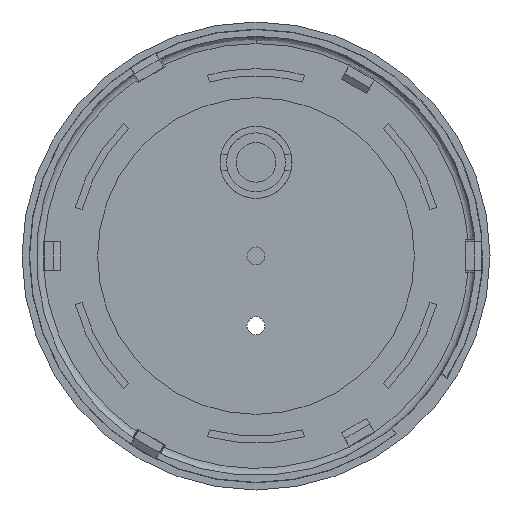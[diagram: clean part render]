
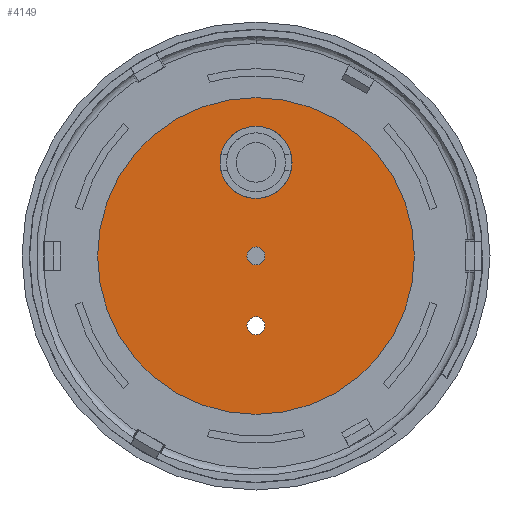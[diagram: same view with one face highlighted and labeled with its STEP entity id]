
A CAD part, front view. The second image highlights one B-rep face of the part: STEP entity #4149.
In plain terms, the highlighted planar face has unit normal (0, -1, 0).
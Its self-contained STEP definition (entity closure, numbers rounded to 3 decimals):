
#7 = DIRECTION ( 'NONE',  ( 0., 0., 1. ) ) ;
#68 = CARTESIAN_POINT ( 'NONE',  ( 0., -2.6, 0. ) ) ;
#137 = DIRECTION ( 'NONE',  ( 0., -1., 0. ) ) ;
#155 = CIRCLE ( 'NONE', #807, 1.25 ) ;
#249 = DIRECTION ( 'NONE',  ( 0., 0., 1. ) ) ;
#288 = CIRCLE ( 'NONE', #1003, 22. ) ;
#345 = EDGE_CURVE ( 'NONE', #2299, #4167, #2389, .T. ) ;
#348 = CIRCLE ( 'NONE', #3901, 1.25 ) ;
#357 = PLANE ( 'NONE',  #2168 ) ;
#386 = DIRECTION ( 'NONE',  ( 0., 1., 0. ) ) ;
#460 = EDGE_CURVE ( 'NONE', #2976, #847, #288, .T. ) ;
#539 = CARTESIAN_POINT ( 'NONE',  ( 0., -2.6, 8. ) ) ;
#563 = DIRECTION ( 'NONE',  ( 0., -1., 0. ) ) ;
#591 = EDGE_CURVE ( 'NONE', #4742, #2187, #4327, .T. ) ;
#662 = VERTEX_POINT ( 'NONE', #539 ) ;
#725 = CARTESIAN_POINT ( 'NONE',  ( 0., -2.6, -9.7 ) ) ;
#788 = CARTESIAN_POINT ( 'NONE',  ( 0., -2.6, 22. ) ) ;
#807 = AXIS2_PLACEMENT_3D ( 'NONE', #725, #4478, #2538 ) ;
#843 = AXIS2_PLACEMENT_3D ( 'NONE', #2984, #1145, #4117 ) ;
#847 = VERTEX_POINT ( 'NONE', #3638 ) ;
#932 = CARTESIAN_POINT ( 'NONE',  ( 0., -2.6, -10.95 ) ) ;
#1003 = AXIS2_PLACEMENT_3D ( 'NONE', #68, #4582, #2345 ) ;
#1011 = EDGE_CURVE ( 'NONE', #1956, #662, #2142, .T. ) ;
#1145 = DIRECTION ( 'NONE',  ( 0., -1., 0. ) ) ;
#1345 = AXIS2_PLACEMENT_3D ( 'NONE', #2372, #137, #3127 ) ;
#1450 = CARTESIAN_POINT ( 'NONE',  ( 0., -2.6, 0. ) ) ;
#1562 = ORIENTED_EDGE ( 'NONE', *, *, #345, .F. ) ;
#1599 = ORIENTED_EDGE ( 'NONE', *, *, #591, .F. ) ;
#1683 = EDGE_LOOP ( 'NONE', ( #2087, #1599 ) ) ;
#1800 = AXIS2_PLACEMENT_3D ( 'NONE', #4718, #2120, #249 ) ;
#1829 = DIRECTION ( 'NONE',  ( 0., 1., 0. ) ) ;
#1924 = FACE_BOUND ( 'NONE', #2567, .T. ) ;
#1956 = VERTEX_POINT ( 'NONE', #3082 ) ;
#2075 = AXIS2_PLACEMENT_3D ( 'NONE', #2642, #386, #7 ) ;
#2087 = ORIENTED_EDGE ( 'NONE', *, *, #4847, .F. ) ;
#2120 = DIRECTION ( 'NONE',  ( 0., -1., 0. ) ) ;
#2142 = CIRCLE ( 'NONE', #2468, 5. ) ;
#2168 = AXIS2_PLACEMENT_3D ( 'NONE', #4461, #1829, #3758 ) ;
#2187 = VERTEX_POINT ( 'NONE', #932 ) ;
#2219 = DIRECTION ( 'NONE',  ( 0., -1., 0. ) ) ;
#2225 = CARTESIAN_POINT ( 'NONE',  ( 0., -2.6, 1.25 ) ) ;
#2299 = VERTEX_POINT ( 'NONE', #2592 ) ;
#2345 = DIRECTION ( 'NONE',  ( 0., 0., 1. ) ) ;
#2372 = CARTESIAN_POINT ( 'NONE',  ( 0., -2.6, -9.7 ) ) ;
#2389 = CIRCLE ( 'NONE', #843, 1.25 ) ;
#2431 = EDGE_LOOP ( 'NONE', ( #4547, #3122 ) ) ;
#2468 = AXIS2_PLACEMENT_3D ( 'NONE', #2994, #563, #4320 ) ;
#2538 = DIRECTION ( 'NONE',  ( 0., 0., -1. ) ) ;
#2567 = EDGE_LOOP ( 'NONE', ( #4639, #2953 ) ) ;
#2592 = CARTESIAN_POINT ( 'NONE',  ( 0., -2.6, -1.25 ) ) ;
#2642 = CARTESIAN_POINT ( 'NONE',  ( 0., -2.6, 0. ) ) ;
#2719 = EDGE_CURVE ( 'NONE', #662, #1956, #4675, .T. ) ;
#2953 = ORIENTED_EDGE ( 'NONE', *, *, #2719, .F. ) ;
#2976 = VERTEX_POINT ( 'NONE', #788 ) ;
#2984 = CARTESIAN_POINT ( 'NONE',  ( 0., -2.6, 0. ) ) ;
#2994 = CARTESIAN_POINT ( 'NONE',  ( 0., -2.6, 13. ) ) ;
#3082 = CARTESIAN_POINT ( 'NONE',  ( 0., -2.6, 18. ) ) ;
#3122 = ORIENTED_EDGE ( 'NONE', *, *, #4142, .F. ) ;
#3127 = DIRECTION ( 'NONE',  ( 0., 0., -1. ) ) ;
#3149 = EDGE_LOOP ( 'NONE', ( #3865, #1562 ) ) ;
#3247 = EDGE_CURVE ( 'NONE', #4167, #2299, #348, .T. ) ;
#3380 = FACE_OUTER_BOUND ( 'NONE', #2431, .T. ) ;
#3500 = CIRCLE ( 'NONE', #2075, 22. ) ;
#3638 = CARTESIAN_POINT ( 'NONE',  ( 0., -2.6, -22. ) ) ;
#3693 = DIRECTION ( 'NONE',  ( 0., 0., 1. ) ) ;
#3758 = DIRECTION ( 'NONE',  ( 0., 0., 1. ) ) ;
#3865 = ORIENTED_EDGE ( 'NONE', *, *, #3247, .F. ) ;
#3901 = AXIS2_PLACEMENT_3D ( 'NONE', #1450, #2219, #3693 ) ;
#4005 = CARTESIAN_POINT ( 'NONE',  ( 0., -2.6, -8.45 ) ) ;
#4117 = DIRECTION ( 'NONE',  ( 0., 0., 1. ) ) ;
#4142 = EDGE_CURVE ( 'NONE', #847, #2976, #3500, .T. ) ;
#4149 = ADVANCED_FACE ( 'NONE', ( #4389, #3380, #1924, #4270 ), #357, .F. ) ;
#4167 = VERTEX_POINT ( 'NONE', #2225 ) ;
#4270 = FACE_BOUND ( 'NONE', #3149, .T. ) ;
#4320 = DIRECTION ( 'NONE',  ( 0., 0., 1. ) ) ;
#4327 = CIRCLE ( 'NONE', #1345, 1.25 ) ;
#4389 = FACE_BOUND ( 'NONE', #1683, .T. ) ;
#4461 = CARTESIAN_POINT ( 'NONE',  ( 0., -2.6, 0. ) ) ;
#4478 = DIRECTION ( 'NONE',  ( 0., -1., 0. ) ) ;
#4547 = ORIENTED_EDGE ( 'NONE', *, *, #460, .F. ) ;
#4582 = DIRECTION ( 'NONE',  ( 0., 1., 0. ) ) ;
#4639 = ORIENTED_EDGE ( 'NONE', *, *, #1011, .F. ) ;
#4675 = CIRCLE ( 'NONE', #1800, 5. ) ;
#4718 = CARTESIAN_POINT ( 'NONE',  ( 0., -2.6, 13. ) ) ;
#4742 = VERTEX_POINT ( 'NONE', #4005 ) ;
#4847 = EDGE_CURVE ( 'NONE', #2187, #4742, #155, .T. ) ;
